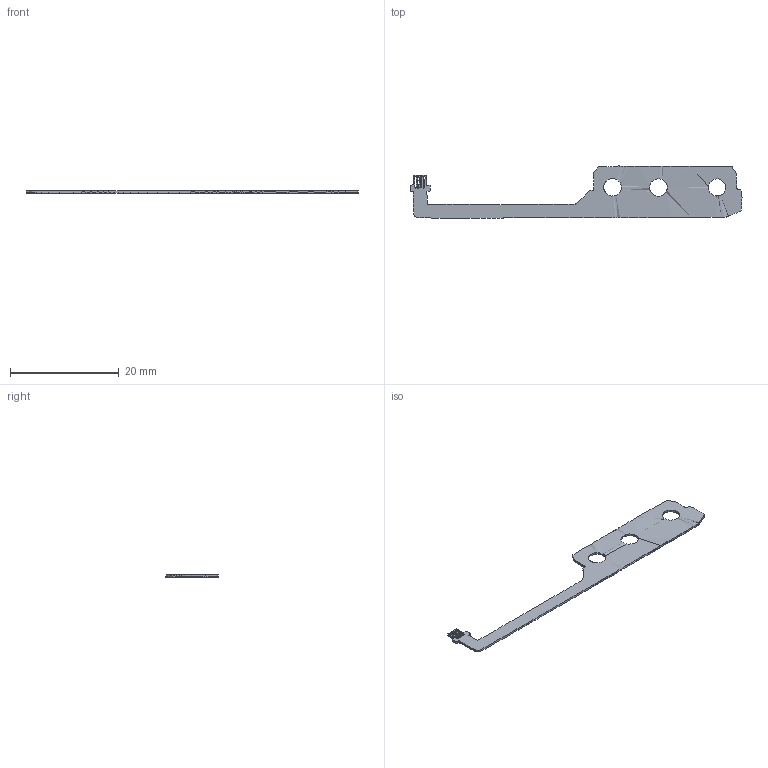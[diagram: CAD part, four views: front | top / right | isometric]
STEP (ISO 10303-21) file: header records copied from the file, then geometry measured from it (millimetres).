
FILE_DESCRIPTION(/* description */ (''),/* implementation_level */ '2;1');
FILE_NAME(/* name */ 'Switch_Lite_Vol_Power_Daugtherboard.step',/* time_stamp */ '2025-07-01T17:32:05+09:00',/* author */ (''),/* organization */ (''),/* preprocessor_version */ 'ST-DEVELOPER v20.1',/* originating_system */ 'Autodesk Translation Framework v14.10.0.0',/* authorisation */ '');
FILE_SCHEMA (('AUTOMOTIVE_DESIGN { 1 0 10303 214 3 1 1 }'));
Length unit declared in the file: millimetre
Products named in the file (1): Retro Lite CM5 (Latest)-18
Bounding box: 60.98 x 9.58 x 0.41 mm (x, y, z)
Surface area: 731.3 mm2 (no closed solid volume)
Topology: 0 solids, 1 shells, 1259 faces, 2547 edges, 1277 vertices
Faces by surface type: plane 1259
Entity records: 30491 total; most frequent: CARTESIAN_POINT 5084, DIRECTION 5067, ORIENTED_EDGE 5056, LINE 2547, VECTOR 2547, EDGE_CURVE 2547, VERTEX_POINT 1277, EDGE_LOOP 1273
